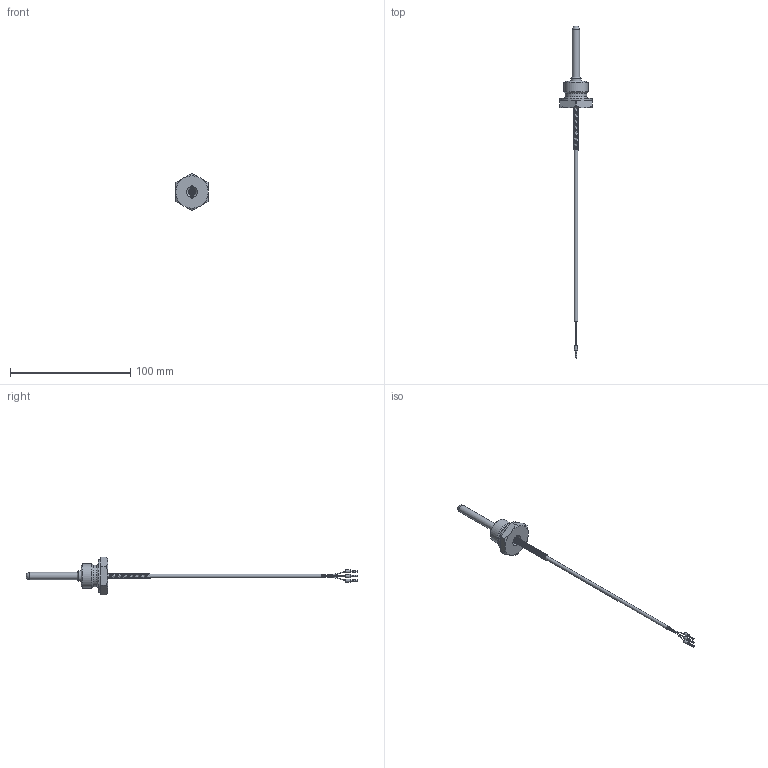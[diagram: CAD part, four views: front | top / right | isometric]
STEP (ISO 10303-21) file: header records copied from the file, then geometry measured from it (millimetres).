
FILE_DESCRIPTION(('STEP AP214'), '1');
FILE_NAME('ﾄﾒﾑ194-100ﾏ.ﾂ3.60.6', '', ('UNSPECIFIED'), ('UNSPECIFIED'), 'ASCON STEP Converter 1.6', 'ASCON Math Kernel', '');
FILE_SCHEMA(('AUTOMOTIVE_DESIGN { 1 0 10303 214 3 1 1}'));
Length unit declared in the file: millimetre
Products named in the file (11): 弝謹.713751.430.139
Assembly tree (11 placements, depth 3):
  (unnamed)
    (unnamed)
      弝謹.713751.430.139
      (unnamed)
      (unnamed)
    (unnamed)
    (unnamed)
    (unnamed)
    (unnamed)  x2
    (unnamed)
    (unnamed)
Bounding box: 27 x 276.2 x 31 mm (x, y, z)
Volume: 11735.3 mm3; surface area: 11037.5 mm2
Topology: 10 solids, 10 shells, 118 faces, 221 edges, 129 vertices
Faces by surface type: cylinder 43, plane 37, cone 16, torus 15, sphere 5, bspline 2
Full cylindrical faces by diameter (mm): 0.4 x7, 0.6 x3, 1.2 x9, 1.85 x3, 2.5 x3, 3 x2, 5 x3, 6 x2, 6.2 x1, 9 x1, 17.8 x1, 20 x1, 27 x1
Entity records: 42498 total; most frequent: CARTESIAN_POINT 39162, DIRECTION 444, ORIENTED_EDGE 264, AXIS2_PLACEMENT_3D 210, EDGE_LOOP 170, EDGE_CURVE 132, COLOUR_RGB 115, PRESENTATION_STYLE_ASSIGNMENT 115
